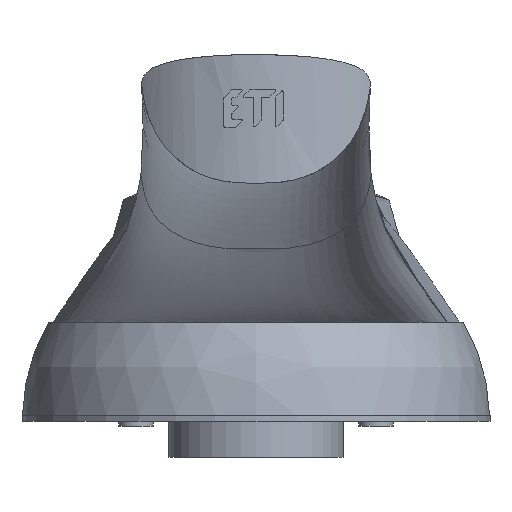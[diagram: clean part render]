
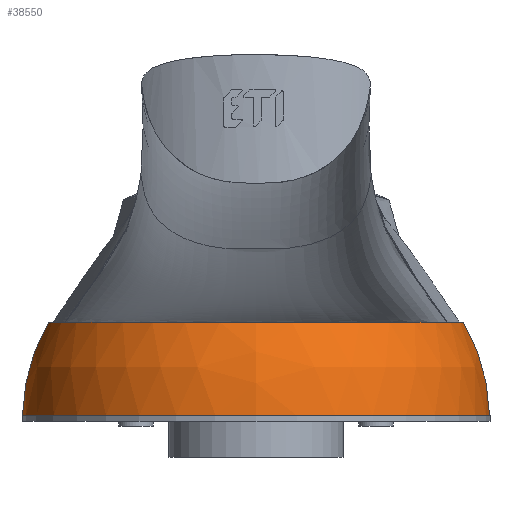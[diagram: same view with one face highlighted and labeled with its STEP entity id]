
A CAD part, front view. The second image highlights one B-rep face of the part: STEP entity #38550.
In plain terms, the highlighted free-form (B-spline) face has degree [3, 3] with [7, 4] control points.
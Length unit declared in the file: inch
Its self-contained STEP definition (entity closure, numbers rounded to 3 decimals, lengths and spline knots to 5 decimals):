
#15419=CARTESIAN_POINT('',(0.,0.,0.0165));
#15420=DIRECTION('',(0.,0.,-1.));
#15421=DIRECTION('',(1.,0.,0.));
#15422=AXIS2_PLACEMENT_3D('',#15419,#15420,#15421);
#15508=CARTESIAN_POINT('',(0.03891,0.,
0.001));
#15509=CARTESIAN_POINT('',(0.03888,0.,
0.00281));
#15510=CARTESIAN_POINT('',(0.03852,0.,
0.00641));
#15511=CARTESIAN_POINT('',(0.03705,0.,
0.01165));
#15512=CARTESIAN_POINT('',(0.03547,0.,
0.01494));
#15513=CARTESIAN_POINT('',(0.03454,0.,
0.0165));
#15560=CARTESIAN_POINT('',(0.,0.,0.001));
#15561=DIRECTION('',(0.,0.,1.));
#15562=DIRECTION('',(-1.,0.,0.));
#15563=AXIS2_PLACEMENT_3D('',#15560,#15561,#15562);
#15648=CARTESIAN_POINT('',(-0.03891,0.,
0.001));
#15649=CARTESIAN_POINT('',(-0.03888,0.,
0.00281));
#15650=CARTESIAN_POINT('',(-0.03852,0.,
0.00641));
#15651=CARTESIAN_POINT('',(-0.03705,0.,
0.01165));
#15652=CARTESIAN_POINT('',(-0.03547,0.,
0.01494));
#15653=CARTESIAN_POINT('',(-0.03454,0.,
0.0165));
#17265=CARTESIAN_POINT('',(-0.03454,0.,
0.0165));
#17266=CARTESIAN_POINT('',(0.03454,0.,
0.0165));
#17267=VERTEX_POINT('',#17265);
#17268=VERTEX_POINT('',#17266);
#17273=CARTESIAN_POINT('',(0.03891,0.,
0.001));
#17274=CARTESIAN_POINT('',(-0.03891,0.,
0.001));
#17275=VERTEX_POINT('',#17273);
#17276=VERTEX_POINT('',#17274);
#38515=CARTESIAN_POINT('',(-0.03884,0.00244,
0.00067));
#38516=CARTESIAN_POINT('',(-0.03881,0.00244,
0.00639));
#38517=CARTESIAN_POINT('',(-0.03726,0.00235,
0.01189));
#38518=CARTESIAN_POINT('',(-0.0343,0.00216,
0.01678));
#38519=CARTESIAN_POINT('',(-0.04034,-0.02146,
0.00067));
#38520=CARTESIAN_POINT('',(-0.04032,-0.02144,
0.00639));
#38521=CARTESIAN_POINT('',(-0.03871,-0.02059,
0.01189));
#38522=CARTESIAN_POINT('',(-0.03563,-0.01895,
0.01678));
#38523=CARTESIAN_POINT('',(-0.02395,-0.03891,
0.00067));
#38524=CARTESIAN_POINT('',(-0.02393,-0.03889,
0.00639));
#38525=CARTESIAN_POINT('',(-0.02298,-0.03734,
0.01189));
#38526=CARTESIAN_POINT('',(-0.02115,-0.03437,
0.01678));
#38527=CARTESIAN_POINT('',(0.,-0.03891,
0.00067));
#38528=CARTESIAN_POINT('',(0.,-0.03889,
0.00639));
#38529=CARTESIAN_POINT('',(0.,-0.03734,
0.01189));
#38530=CARTESIAN_POINT('',(0.,-0.03437,
0.01678));
#38531=CARTESIAN_POINT('',(0.02395,-0.03891,
0.00067));
#38532=CARTESIAN_POINT('',(0.02393,-0.03889,
0.00639));
#38533=CARTESIAN_POINT('',(0.02298,-0.03734,
0.01189));
#38534=CARTESIAN_POINT('',(0.02115,-0.03437,
0.01678));
#38535=CARTESIAN_POINT('',(0.04034,-0.02146,
0.00067));
#38536=CARTESIAN_POINT('',(0.04032,-0.02144,
0.00639));
#38537=CARTESIAN_POINT('',(0.03871,-0.02059,
0.01189));
#38538=CARTESIAN_POINT('',(0.03563,-0.01895,
0.01678));
#38539=CARTESIAN_POINT('',(0.03884,0.00244,
0.00067));
#38540=CARTESIAN_POINT('',(0.03881,0.00244,
0.00639));
#38541=CARTESIAN_POINT('',(0.03726,0.00234,
0.01189));
#38542=CARTESIAN_POINT('',(0.0343,0.00216,
0.01678));
#38543=(BOUNDED_SURFACE()B_SPLINE_SURFACE(3,3,((#38515,#38516,#38517,#38518),(
#38519,#38520,#38521,#38522),(#38523,#38524,#38525,#38526),(#38527,#38528,
#38529,#38530),(#38531,#38532,#38533,#38534),(#38535,#38536,#38537,#38538),(
#38539,#38540,#38541,#38542)),.UNSPECIFIED.,.F.,.F.,.F.)B_SPLINE_SURFACE_WITH_KNOTS((4,3,4),(4,4),(0.,1.,2.),(0.,1.),.UNSPECIFIED.)GEOMETRIC_REPRESENTATION_ITEM()RATIONAL_B_SPLINE_SURFACE(((1.209,1.18,
1.18,1.209),(0.955,0.932,
0.932,0.955),(0.955,0.932,
0.932,0.955),(1.209,1.18,
1.18,1.209),(0.955,0.932,
0.932,0.955),(0.955,0.932,
0.932,0.955),(1.209,1.18,
1.18,1.209)))REPRESENTATION_ITEM('')SURFACE());
#38544=ORIENTED_EDGE('',*,*,#38480,.F.);
#38545=ORIENTED_EDGE('',*,*,#38463,.T.);
#38546=ORIENTED_EDGE('',*,*,#38414,.F.);
#38547=ORIENTED_EDGE('',*,*,#38460,.F.);
#38548=EDGE_LOOP('',(#38544,#38545,#38546,#38547));
#38549=FACE_OUTER_BOUND('',#38548,.F.);
#15423=CIRCLE('',#15422,0.03454);
#15514=B_SPLINE_CURVE_WITH_KNOTS('',3,(#15508,#15509,#15510,#15511,#15512,
#15513),.UNSPECIFIED.,.F.,.F.,(4,1,1,4),(0.,0.33333,
0.66667,1.),.UNSPECIFIED.);
#15564=CIRCLE('',#15563,0.03891);
#15654=B_SPLINE_CURVE_WITH_KNOTS('',3,(#15648,#15649,#15650,#15651,#15652,
#15653),.UNSPECIFIED.,.F.,.F.,(4,1,1,4),(0.,0.33333,
0.66667,1.),.UNSPECIFIED.);
#38414=EDGE_CURVE('',#17268,#17267,#15423,.T.);
#38460=EDGE_CURVE('',#17275,#17268,#15514,.T.);
#38463=EDGE_CURVE('',#17276,#17267,#15654,.T.);
#38480=EDGE_CURVE('',#17276,#17275,#15564,.T.);
#38550=ADVANCED_FACE('',(#38549),#38543,.T.);
